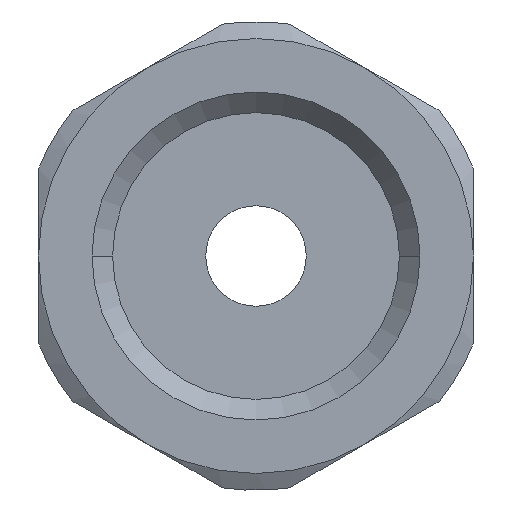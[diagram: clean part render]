
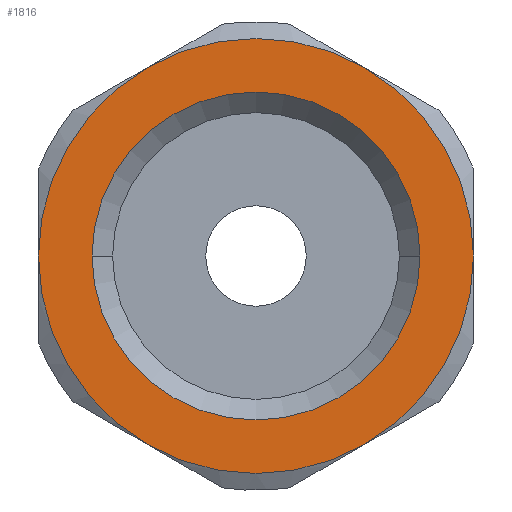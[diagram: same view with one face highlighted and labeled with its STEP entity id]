
A CAD part, front view. The second image highlights one B-rep face of the part: STEP entity #1816.
In plain terms, the highlighted planar face has unit normal (0, -1, 0).
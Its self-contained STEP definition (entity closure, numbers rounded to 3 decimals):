
#1816=ADVANCED_FACE('',(#3756,#3757),#3758,.T.);
#3756=FACE_OUTER_BOUND('',#7706,.T.);
#3757=FACE_BOUND('',#7707,.T.);
#3758=PLANE('',#7708);
#7706=EDGE_LOOP('',(#12885,#12886,#12887,#12888,#12889,#12890));
#7707=EDGE_LOOP('',(#12891,#12892));
#7708=AXIS2_PLACEMENT_3D('',#12893,#12894,#12895);
#12885=ORIENTED_EDGE('',*,*,#16221,.F.);
#12886=ORIENTED_EDGE('',*,*,#16342,.F.);
#12887=ORIENTED_EDGE('',*,*,#16387,.F.);
#12888=ORIENTED_EDGE('',*,*,#15216,.F.);
#12889=ORIENTED_EDGE('',*,*,#14994,.F.);
#12890=ORIENTED_EDGE('',*,*,#16236,.F.);
#12891=ORIENTED_EDGE('',*,*,#16404,.T.);
#12892=ORIENTED_EDGE('',*,*,#14615,.T.);
#12893=CARTESIAN_POINT('',(0.0,-10.5,0.0));
#12894=DIRECTION('',(0.0,-1.0,0.0));
#12895=DIRECTION('',(0.0,0.0,-1.0));
#14615=EDGE_CURVE('',#17332,#17329,#17333,.T.);
#14994=EDGE_CURVE('',#17962,#17912,#17965,.T.);
#15216=EDGE_CURVE('',#17912,#18325,#18326,.T.);
#16221=EDGE_CURVE('',#19684,#17264,#19687,.T.);
#16236=EDGE_CURVE('',#17264,#17962,#19705,.T.);
#16342=EDGE_CURVE('',#16726,#19684,#19827,.T.);
#16387=EDGE_CURVE('',#18325,#16726,#19876,.T.);
#16404=EDGE_CURVE('',#17329,#17332,#19894,.T.);
#16726=VERTEX_POINT('',#20316);
#17264=VERTEX_POINT('',#21318);
#17329=VERTEX_POINT('',#21445);
#17332=VERTEX_POINT('',#21449);
#17333=CIRCLE('',#21450,4.9);
#17912=VERTEX_POINT('',#22531);
#17962=VERTEX_POINT('',#22599);
#17965=CIRCLE('',#22611,6.5);
#18325=VERTEX_POINT('',#23276);
#18326=CIRCLE('',#23277,6.5);
#19684=VERTEX_POINT('',#25742);
#19687=CIRCLE('',#25754,6.5);
#19705=CIRCLE('',#25805,6.5);
#19827=CIRCLE('',#26039,6.5);
#19876=CIRCLE('',#26123,6.5);
#19894=CIRCLE('',#26146,4.9);
#20316=CARTESIAN_POINT('',(3.25,-10.5,5.629));
#21318=CARTESIAN_POINT('',(3.25,-10.5,-5.629));
#21445=CARTESIAN_POINT('',(4.9,-10.5,0.0));
#21449=CARTESIAN_POINT('',(-4.9,-10.5,0.));
#21450=AXIS2_PLACEMENT_3D('',#26964,#26965,#26966);
#22531=CARTESIAN_POINT('',(-6.5,-10.5,0.));
#22599=CARTESIAN_POINT('',(-3.25,-10.5,-5.629));
#22611=AXIS2_PLACEMENT_3D('',#27497,#27498,#27499);
#23276=CARTESIAN_POINT('',(-3.25,-10.5,5.629));
#23277=AXIS2_PLACEMENT_3D('',#27748,#27749,#27750);
#25742=CARTESIAN_POINT('',(6.5,-10.5,0.));
#25754=AXIS2_PLACEMENT_3D('',#28867,#28868,#28869);
#25805=AXIS2_PLACEMENT_3D('',#28880,#28881,#28882);
#26039=AXIS2_PLACEMENT_3D('',#28967,#28968,#28969);
#26123=AXIS2_PLACEMENT_3D('',#29013,#29014,#29015);
#26146=AXIS2_PLACEMENT_3D('',#29033,#29034,#29035);
#26964=CARTESIAN_POINT('',(0.0,-10.5,0.0));
#26965=DIRECTION('',(0.0,1.0,0.0));
#26966=DIRECTION('',(-1.0,0.0,0.0));
#27497=CARTESIAN_POINT('',(0.0,-10.5,0.0));
#27498=DIRECTION('',(0.0,1.0,0.0));
#27499=DIRECTION('',(-0.5,0.0,-0.866));
#27748=CARTESIAN_POINT('',(0.0,-10.5,0.0));
#27749=DIRECTION('',(0.0,1.0,0.0));
#27750=DIRECTION('',(-1.0,0.0,0.));
#28867=CARTESIAN_POINT('',(0.0,-10.5,0.0));
#28868=DIRECTION('',(0.0,1.0,0.0));
#28869=DIRECTION('',(1.0,0.0,0.));
#28880=CARTESIAN_POINT('',(0.0,-10.5,0.0));
#28881=DIRECTION('',(0.0,1.0,0.0));
#28882=DIRECTION('',(0.5,0.0,-0.866));
#28967=CARTESIAN_POINT('',(0.0,-10.5,0.0));
#28968=DIRECTION('',(-0.0,1.0,0.0));
#28969=DIRECTION('',(0.5,0.0,0.866));
#29013=CARTESIAN_POINT('',(0.0,-10.5,0.0));
#29014=DIRECTION('',(0.0,1.0,0.0));
#29015=DIRECTION('',(-0.5,0.0,0.866));
#29033=CARTESIAN_POINT('',(0.0,-10.5,0.0));
#29034=DIRECTION('',(0.0,1.0,0.0));
#29035=DIRECTION('',(-1.0,0.0,0.0));
